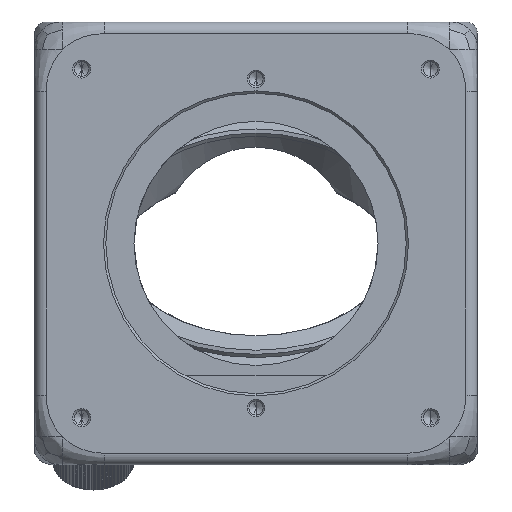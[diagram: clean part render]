
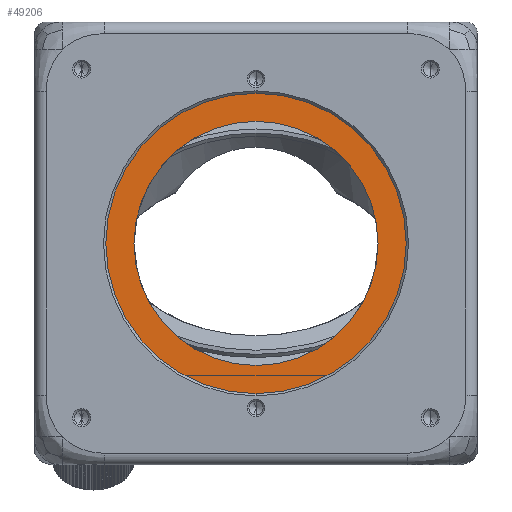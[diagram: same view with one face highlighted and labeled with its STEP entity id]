
A CAD part, left-side view. The second image highlights one B-rep face of the part: STEP entity #49206.
In plain terms, the highlighted planar face has unit normal (-1, 0, 0).
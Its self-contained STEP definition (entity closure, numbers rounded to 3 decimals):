
#90 = CARTESIAN_POINT ( 'NONE',  ( -45.262, 11.059, 0.048 ) ) ;
#947 = CIRCLE ( 'NONE', #14409, 26.1 ) ;
#1003 = CIRCLE ( 'NONE', #32773, 26.1 ) ;
#3089 = DIRECTION ( 'NONE',  ( 0., 0., 1. ) ) ;
#3478 = CARTESIAN_POINT ( 'NONE',  ( -45.262, 11.059, 0.048 ) ) ;
#6365 = DIRECTION ( 'NONE',  ( 0., 0., 1. ) ) ;
#7241 = CARTESIAN_POINT ( 'NONE',  ( -45.262, 11.059, 0.048 ) ) ;
#9199 = DIRECTION ( 'NONE',  ( 0., 1., 0. ) ) ;
#13837 = ORIENTED_EDGE ( 'NONE', *, *, #53247, .T. ) ;
#14409 = AXIS2_PLACEMENT_3D ( 'NONE', #25344, #16892, #40117 ) ;
#16892 = DIRECTION ( 'NONE',  ( -1., 0., 0. ) ) ;
#18163 = VERTEX_POINT ( 'NONE', #18250 ) ;
#18250 = CARTESIAN_POINT ( 'NONE',  ( -45.262, 11.059, 26.148 ) ) ;
#19266 = CARTESIAN_POINT ( 'NONE',  ( -45.262, 11.059, -26.052 ) ) ;
#20815 = AXIS2_PLACEMENT_3D ( 'NONE', #58240, #30534, #3089 ) ;
#23877 = CARTESIAN_POINT ( 'NONE',  ( -45.262, 11.059, 21.048 ) ) ;
#25344 = CARTESIAN_POINT ( 'NONE',  ( -45.262, 11.059, 0.048 ) ) ;
#25637 = EDGE_CURVE ( 'NONE', #53063, #54209, #59377, .T. ) ;
#27813 = DIRECTION ( 'NONE',  ( 0., 0., 1. ) ) ;
#30534 = DIRECTION ( 'NONE',  ( 1., 0., 0. ) ) ;
#30689 = ORIENTED_EDGE ( 'NONE', *, *, #46981, .T. ) ;
#32140 = FACE_OUTER_BOUND ( 'NONE', #40093, .T. ) ;
#32773 = AXIS2_PLACEMENT_3D ( 'NONE', #90, #44491, #27813 ) ;
#35367 = AXIS2_PLACEMENT_3D ( 'NONE', #3478, #50510, #9199 ) ;
#40093 = EDGE_LOOP ( 'NONE', ( #55470, #13837 ) ) ;
#40117 = DIRECTION ( 'NONE',  ( 0., 0., 1. ) ) ;
#41126 = AXIS2_PLACEMENT_3D ( 'NONE', #7241, #52482, #6365 ) ;
#41393 = EDGE_CURVE ( 'NONE', #43988, #18163, #1003, .T. ) ;
#43988 = VERTEX_POINT ( 'NONE', #19266 ) ;
#44491 = DIRECTION ( 'NONE',  ( -1., 0., 0. ) ) ;
#45580 = EDGE_LOOP ( 'NONE', ( #56083, #30689 ) ) ;
#46981 = EDGE_CURVE ( 'NONE', #54209, #53063, #53501, .T. ) ;
#49206 = ADVANCED_FACE ( 'NONE', ( #59236, #32140 ), #50810, .T. ) ;
#50510 = DIRECTION ( 'NONE',  ( -1., 0., 0. ) ) ;
#50810 = PLANE ( 'NONE',  #35367 ) ;
#52482 = DIRECTION ( 'NONE',  ( 1., 0., 0. ) ) ;
#52933 = CARTESIAN_POINT ( 'NONE',  ( -45.262, 11.059, -20.952 ) ) ;
#53063 = VERTEX_POINT ( 'NONE', #23877 ) ;
#53247 = EDGE_CURVE ( 'NONE', #18163, #43988, #947, .T. ) ;
#53501 = CIRCLE ( 'NONE', #20815, 21. ) ;
#54209 = VERTEX_POINT ( 'NONE', #52933 ) ;
#55470 = ORIENTED_EDGE ( 'NONE', *, *, #41393, .T. ) ;
#56083 = ORIENTED_EDGE ( 'NONE', *, *, #25637, .T. ) ;
#58240 = CARTESIAN_POINT ( 'NONE',  ( -45.262, 11.059, 0.048 ) ) ;
#59236 = FACE_BOUND ( 'NONE', #45580, .T. ) ;
#59377 = CIRCLE ( 'NONE', #41126, 21. ) ;
